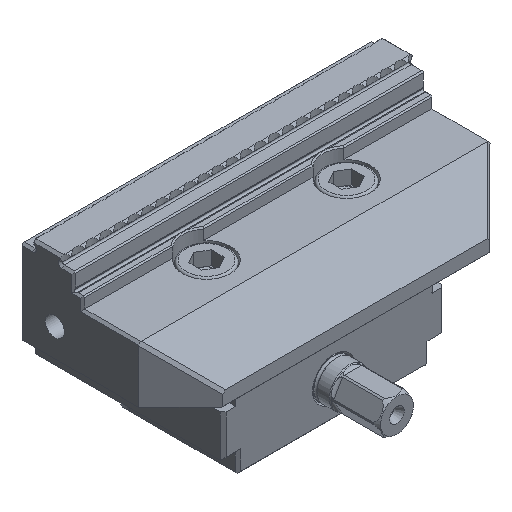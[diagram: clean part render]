
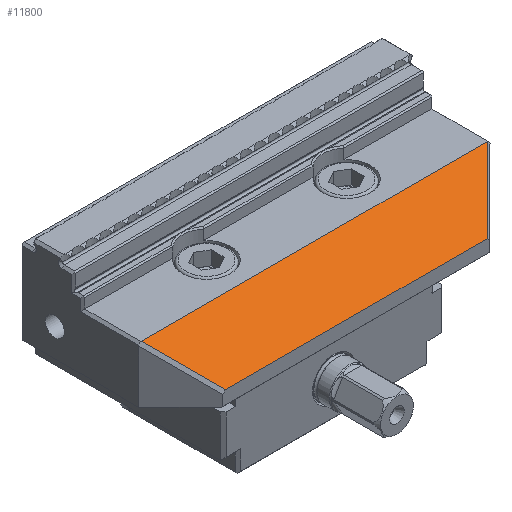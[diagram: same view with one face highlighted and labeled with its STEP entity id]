
A CAD part, isometric view. The second image highlights one B-rep face of the part: STEP entity #11800.
In plain terms, the highlighted planar face has unit normal (0, -0.707, 0.707).
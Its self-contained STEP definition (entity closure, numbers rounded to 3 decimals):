
#11597=CARTESIAN_POINT('',(61.72,-38.5,-13.));
#11598=VERTEX_POINT('',#11597);
#11626=CARTESIAN_POINT('',(-61.72,-38.5,-13.));
#11627=VERTEX_POINT('',#11626);
#11634=CARTESIAN_POINT('',(-61.72,-38.5,-13.));
#11635=DIRECTION('',(1.0,0.0,0.0));
#11636=VECTOR('',#11635,1.0);
#11637=LINE('',#11634,#11636);
#11638=EDGE_CURVE('',#11627,#11598,#11637,.T.);
#11674=CARTESIAN_POINT('',(46.72,-53.5,-28.));
#11675=VERTEX_POINT('',#11674);
#11682=CARTESIAN_POINT('',(-46.72,-53.5,-28.));
#11683=VERTEX_POINT('',#11682);
#11684=CARTESIAN_POINT('',(46.72,-53.5,-28.));
#11685=DIRECTION('',(-1.0,0.0,0.0));
#11686=VECTOR('',#11685,1.0);
#11687=LINE('',#11684,#11686);
#11688=EDGE_CURVE('',#11675,#11683,#11687,.T.);
#11779=CARTESIAN_POINT('',(67.892,-54.25,-28.75));
#11780=DIRECTION('',(0.0,0.707,-0.707));
#11781=DIRECTION('',(-1.0,0.0,0.0));
#11782=AXIS2_PLACEMENT_3D('',#11779,#11780,#11781);
#11783=PLANE('',#11782);
#11784=ORIENTED_EDGE('',*,*,#11638,.F.);
#11785=CARTESIAN_POINT('',(-61.72,-38.5,-13.));
#11786=DIRECTION('',(0.577,-0.577,-0.577));
#11787=VECTOR('',#11786,1.);
#11788=LINE('',#11785,#11787);
#11789=EDGE_CURVE('',#11627,#11683,#11788,.T.);
#11790=ORIENTED_EDGE('',*,*,#11789,.T.);
#11791=ORIENTED_EDGE('',*,*,#11688,.F.);
#11792=CARTESIAN_POINT('',(46.72,-53.5,-28.));
#11793=DIRECTION('',(0.577,0.577,0.577));
#11794=VECTOR('',#11793,1.);
#11795=LINE('',#11792,#11794);
#11796=EDGE_CURVE('',#11675,#11598,#11795,.T.);
#11797=ORIENTED_EDGE('',*,*,#11796,.T.);
#11798=EDGE_LOOP('',(#11784,#11790,#11791,#11797));
#11799=FACE_OUTER_BOUND('',#11798,.T.);
#11800=ADVANCED_FACE('',(#11799),#11783,.F.);
